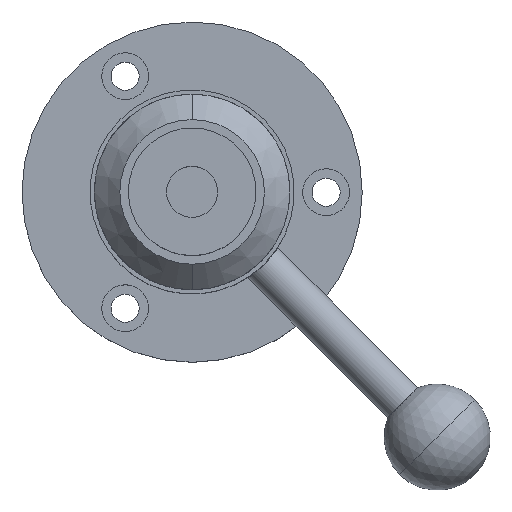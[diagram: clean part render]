
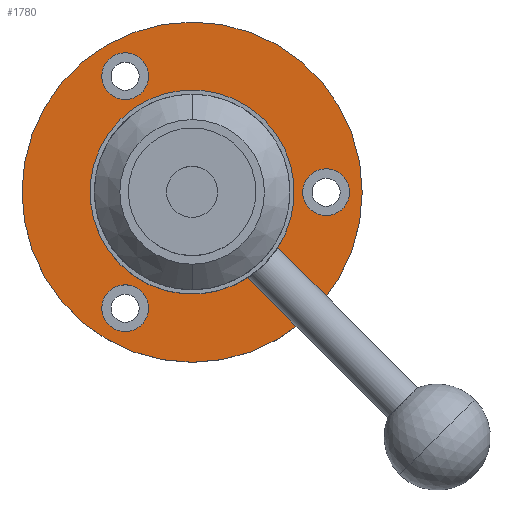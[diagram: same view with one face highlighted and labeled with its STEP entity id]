
A CAD part, top view. The second image highlights one B-rep face of the part: STEP entity #1780.
In plain terms, the highlighted planar face has unit normal (0, 0, 1).
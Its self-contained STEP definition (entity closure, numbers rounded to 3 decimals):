
#8 = EDGE_CURVE ( 'NONE', #1419, #1868, #1421, .T. ) ;
#21 = CARTESIAN_POINT ( 'NONE',  ( 0., 23., 13. ) ) ;
#22 = CARTESIAN_POINT ( 'NONE',  ( 31.5, 0., 13. ) ) ;
#23 = CARTESIAN_POINT ( 'NONE',  ( 23., 0., 13. ) ) ;
#61 = ORIENTED_EDGE ( 'NONE', *, *, #8, .T. ) ;
#65 = VERTEX_POINT ( 'NONE', #1495 ) ;
#81 = ORIENTED_EDGE ( 'NONE', *, *, #1840, .T. ) ;
#83 = EDGE_LOOP ( 'NONE', ( #956, #512 ) ) ;
#119 = AXIS2_PLACEMENT_3D ( 'NONE', #1585, #1709, #1258 ) ;
#128 = DIRECTION ( 'NONE',  ( 0., 0., 1. ) ) ;
#178 = AXIS2_PLACEMENT_3D ( 'NONE', #1773, #1615, #776 ) ;
#191 = FACE_BOUND ( 'NONE', #1830, .T. ) ;
#242 = VERTEX_POINT ( 'NONE', #531 ) ;
#284 = DIRECTION ( 'NONE',  ( 0., 0., 1. ) ) ;
#287 = EDGE_CURVE ( 'NONE', #242, #508, #876, .T. ) ;
#294 = AXIS2_PLACEMENT_3D ( 'NONE', #1755, #1165, #1029 ) ;
#312 = CARTESIAN_POINT ( 'NONE',  ( -15.75, 21.78, 13. ) ) ;
#352 = AXIS2_PLACEMENT_3D ( 'NONE', #1566, #840, #1587 ) ;
#356 = EDGE_CURVE ( 'NONE', #508, #242, #1608, .T. ) ;
#368 = ORIENTED_EDGE ( 'NONE', *, *, #356, .F. ) ;
#385 = DIRECTION ( 'NONE',  ( 0., 0., 1. ) ) ;
#396 = CARTESIAN_POINT ( 'NONE',  ( -15.75, -27.28, 13. ) ) ;
#421 = DIRECTION ( 'NONE',  ( 0., -1., 0. ) ) ;
#424 = ORIENTED_EDGE ( 'NONE', *, *, #1898, .F. ) ;
#426 = AXIS2_PLACEMENT_3D ( 'NONE', #22, #639, #1365 ) ;
#474 = CARTESIAN_POINT ( 'NONE',  ( 0., -23., 13. ) ) ;
#484 = FACE_BOUND ( 'NONE', #1519, .T. ) ;
#501 = DIRECTION ( 'NONE',  ( 0., 0., -1. ) ) ;
#507 = AXIS2_PLACEMENT_3D ( 'NONE', #396, #284, #1413 ) ;
#508 = VERTEX_POINT ( 'NONE', #828 ) ;
#510 = AXIS2_PLACEMENT_3D ( 'NONE', #1879, #1634, #1335 ) ;
#512 = ORIENTED_EDGE ( 'NONE', *, *, #800, .F. ) ;
#521 = CARTESIAN_POINT ( 'NONE',  ( 0., -40., 13. ) ) ;
#531 = CARTESIAN_POINT ( 'NONE',  ( -15.75, -21.78, 13. ) ) ;
#604 = FACE_OUTER_BOUND ( 'NONE', #1408, .T. ) ;
#613 = CIRCLE ( 'NONE', #178, 23. ) ;
#620 = VERTEX_POINT ( 'NONE', #1913 ) ;
#639 = DIRECTION ( 'NONE',  ( 0., 0., 1. ) ) ;
#675 = AXIS2_PLACEMENT_3D ( 'NONE', #1844, #501, #1220 ) ;
#705 = ORIENTED_EDGE ( 'NONE', *, *, #287, .F. ) ;
#761 = DIRECTION ( 'NONE',  ( 0., -1., 0. ) ) ;
#776 = DIRECTION ( 'NONE',  ( 0., 1., 0. ) ) ;
#800 = EDGE_CURVE ( 'NONE', #1558, #1291, #1884, .T. ) ;
#809 = EDGE_CURVE ( 'NONE', #1883, #620, #848, .T. ) ;
#828 = CARTESIAN_POINT ( 'NONE',  ( -15.75, -32.78, 13. ) ) ;
#839 = EDGE_CURVE ( 'NONE', #1291, #1558, #1092, .T. ) ;
#840 = DIRECTION ( 'NONE',  ( 0., 0., -1. ) ) ;
#848 = CIRCLE ( 'NONE', #119, 40. ) ;
#864 = EDGE_CURVE ( 'NONE', #971, #65, #1236, .T. ) ;
#876 = CIRCLE ( 'NONE', #294, 5.5 ) ;
#927 = CARTESIAN_POINT ( 'NONE',  ( 31.5, 0., 13. ) ) ;
#956 = ORIENTED_EDGE ( 'NONE', *, *, #839, .F. ) ;
#971 = VERTEX_POINT ( 'NONE', #1753 ) ;
#985 = EDGE_LOOP ( 'NONE', ( #1902, #1009 ) ) ;
#1009 = ORIENTED_EDGE ( 'NONE', *, *, #864, .F. ) ;
#1029 = DIRECTION ( 'NONE',  ( 0., -1., 0. ) ) ;
#1034 = PLANE ( 'NONE',  #1584 ) ;
#1035 = AXIS2_PLACEMENT_3D ( 'NONE', #1565, #128, #421 ) ;
#1070 = DIRECTION ( 'NONE',  ( 0., 0., 1. ) ) ;
#1092 = CIRCLE ( 'NONE', #510, 5.5 ) ;
#1165 = DIRECTION ( 'NONE',  ( 0., 0., 1. ) ) ;
#1220 = DIRECTION ( 'NONE',  ( 0., 1., 0. ) ) ;
#1229 = DIRECTION ( 'NONE',  ( 0., -1., 0. ) ) ;
#1236 = CIRCLE ( 'NONE', #426, 5.5 ) ;
#1241 = AXIS2_PLACEMENT_3D ( 'NONE', #927, #385, #1229 ) ;
#1258 = DIRECTION ( 'NONE',  ( 0., 1., 0. ) ) ;
#1291 = VERTEX_POINT ( 'NONE', #312 ) ;
#1322 = FACE_BOUND ( 'NONE', #985, .T. ) ;
#1326 = CIRCLE ( 'NONE', #1241, 5.5 ) ;
#1335 = DIRECTION ( 'NONE',  ( 0., -1., 0. ) ) ;
#1365 = DIRECTION ( 'NONE',  ( 0., -1., 0. ) ) ;
#1408 = EDGE_LOOP ( 'NONE', ( #424, #1904 ) ) ;
#1413 = DIRECTION ( 'NONE',  ( 0., -1., 0. ) ) ;
#1419 = VERTEX_POINT ( 'NONE', #21 ) ;
#1421 = CIRCLE ( 'NONE', #352, 23. ) ;
#1487 = CIRCLE ( 'NONE', #675, 40. ) ;
#1495 = CARTESIAN_POINT ( 'NONE',  ( 31.5, -5.5, 13. ) ) ;
#1519 = EDGE_LOOP ( 'NONE', ( #61, #81 ) ) ;
#1558 = VERTEX_POINT ( 'NONE', #1846 ) ;
#1565 = CARTESIAN_POINT ( 'NONE',  ( -15.75, 27.28, 13. ) ) ;
#1566 = CARTESIAN_POINT ( 'NONE',  ( 0., 0., 13. ) ) ;
#1584 = AXIS2_PLACEMENT_3D ( 'NONE', #23, #1070, #761 ) ;
#1585 = CARTESIAN_POINT ( 'NONE',  ( 0., 0., 13. ) ) ;
#1587 = DIRECTION ( 'NONE',  ( 0., 1., 0. ) ) ;
#1608 = CIRCLE ( 'NONE', #507, 5.5 ) ;
#1615 = DIRECTION ( 'NONE',  ( 0., 0., -1. ) ) ;
#1634 = DIRECTION ( 'NONE',  ( 0., 0., 1. ) ) ;
#1709 = DIRECTION ( 'NONE',  ( 0., 0., -1. ) ) ;
#1753 = CARTESIAN_POINT ( 'NONE',  ( 31.5, 5.5, 13. ) ) ;
#1755 = CARTESIAN_POINT ( 'NONE',  ( -15.75, -27.28, 13. ) ) ;
#1773 = CARTESIAN_POINT ( 'NONE',  ( 0., 0., 13. ) ) ;
#1780 = ADVANCED_FACE ( 'NONE', ( #191, #1810, #1322, #484, #604 ), #1034, .T. ) ;
#1810 = FACE_BOUND ( 'NONE', #83, .T. ) ;
#1830 = EDGE_LOOP ( 'NONE', ( #368, #705 ) ) ;
#1840 = EDGE_CURVE ( 'NONE', #1868, #1419, #613, .T. ) ;
#1844 = CARTESIAN_POINT ( 'NONE',  ( 0., 0., 13. ) ) ;
#1846 = CARTESIAN_POINT ( 'NONE',  ( -15.75, 32.78, 13. ) ) ;
#1868 = VERTEX_POINT ( 'NONE', #474 ) ;
#1879 = CARTESIAN_POINT ( 'NONE',  ( -15.75, 27.28, 13. ) ) ;
#1883 = VERTEX_POINT ( 'NONE', #521 ) ;
#1884 = CIRCLE ( 'NONE', #1035, 5.5 ) ;
#1885 = EDGE_CURVE ( 'NONE', #65, #971, #1326, .T. ) ;
#1898 = EDGE_CURVE ( 'NONE', #620, #1883, #1487, .T. ) ;
#1902 = ORIENTED_EDGE ( 'NONE', *, *, #1885, .F. ) ;
#1904 = ORIENTED_EDGE ( 'NONE', *, *, #809, .F. ) ;
#1913 = CARTESIAN_POINT ( 'NONE',  ( 0., 40., 13. ) ) ;
